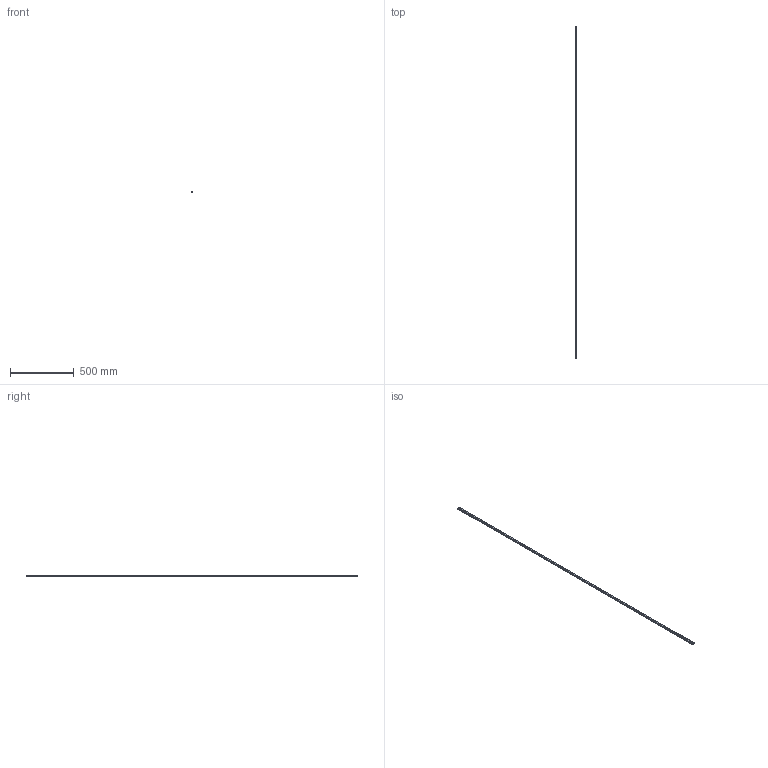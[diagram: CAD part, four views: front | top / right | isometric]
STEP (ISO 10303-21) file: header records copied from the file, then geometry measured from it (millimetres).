
FILE_DESCRIPTION(('STEP AP214'),'1');
FILE_NAME('cctmp_D368AF90-AC8D-44E6-9C27-4C5434B60D37_2021_02_02_12_31_07_0359..stp','2021-02-02T11:31:07',('HIWIN GmbH'),('CADClick - www.CADClick.com'),'Spatial InterOp 3D',' ','unknown authorization');
FILE_SCHEMA(('AUTOMOTIVE_DESIGN'));
Length unit declared in the file: millimetre
Products named in the file (1): EGR15U2610C_FILE
Bounding box: 15 x 2610 x 12.5 mm (x, y, z)
Volume: 415614.5 mm3; surface area: 159110.5 mm2
Topology: 1 solids, 1 shells, 543 faces, 1347 edges, 898 vertices
Faces by surface type: cylinder 282, plane 261
Entity records: 20869 total; most frequent: DIRECTION 3175, CARTESIAN_POINT 2789, ORIENTED_EDGE 2694, EDGE_CURVE 1347, AXIS2_PLACEMENT_3D 1284, VERTEX_POINT 898, EDGE_LOOP 635, LINE 607
